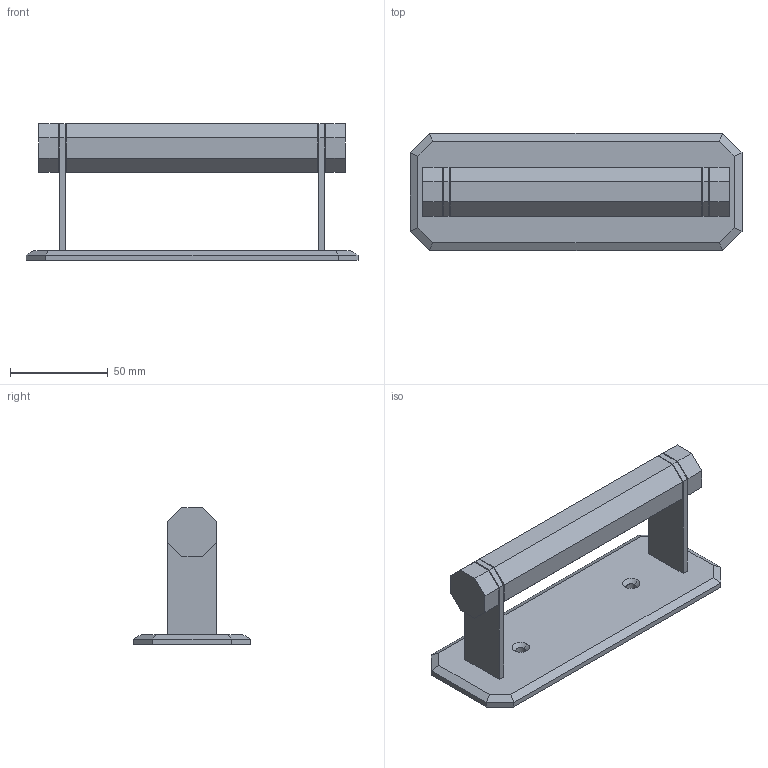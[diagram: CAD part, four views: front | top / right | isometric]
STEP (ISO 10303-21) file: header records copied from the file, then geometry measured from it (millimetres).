
FILE_DESCRIPTION (( 'STEP AP214' ), '1' );
FILE_NAME ('Toilet Roll Holder.STEP', '2019-06-06T15:26:16', ( '' ), ( '' ), 'SwSTEP 2.0', 'SolidWorks 2019', '' );
FILE_SCHEMA (( 'AUTOMOTIVE_DESIGN' ));
Length unit declared in the file: millimetre
Products named in the file (3): TH pt1; Toilet Roll Holder; TH pt2
Assembly tree (2 placements, depth 2):
  Toilet Roll Holder
    TH pt1
    TH pt2
Bounding box: 170 x 60 x 70 mm (x, y, z)
Volume: 134035.4 mm3; surface area: 43802.6 mm2
Topology: 2 solids, 2 shells, 86 faces, 216 edges, 140 vertices
Faces by surface type: plane 78, cone 4, cylinder 4
Entity records: 2634 total; most frequent: CARTESIAN_POINT 447, ORIENTED_EDGE 432, DIRECTION 410, EDGE_CURVE 216, LINE 204, VECTOR 204, VERTEX_POINT 140, AXIS2_PLACEMENT_3D 103
